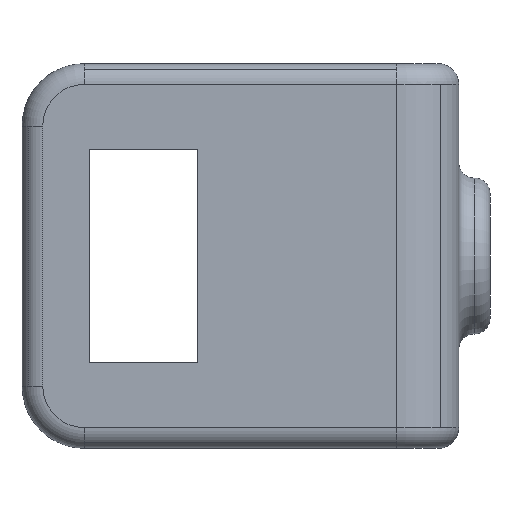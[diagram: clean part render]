
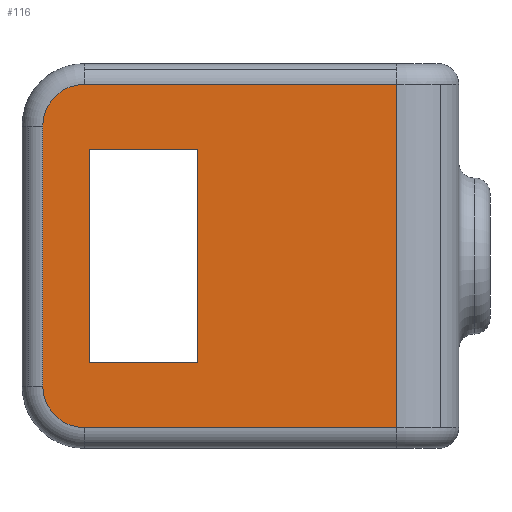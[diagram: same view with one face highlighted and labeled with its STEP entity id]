
A CAD part, left-side view. The second image highlights one B-rep face of the part: STEP entity #116.
In plain terms, the highlighted planar face has unit normal (-1, 0, 0).
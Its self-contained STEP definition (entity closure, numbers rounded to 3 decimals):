
#116=ADVANCED_FACE('',(#263,#264),#265,.T.);
#263=FACE_BOUND('',#442,.T.);
#264=FACE_OUTER_BOUND('',#443,.T.);
#265=PLANE('',#444);
#442=EDGE_LOOP('',(#718,#719,#720,#721));
#443=EDGE_LOOP('',(#722,#723,#724,#725,#726,#727));
#444=AXIS2_PLACEMENT_3D('',#728,#729,#730);
#718=ORIENTED_EDGE('',*,*,#1158,.T.);
#719=ORIENTED_EDGE('',*,*,#1159,.T.);
#720=ORIENTED_EDGE('',*,*,#1160,.T.);
#721=ORIENTED_EDGE('',*,*,#1161,.T.);
#722=ORIENTED_EDGE('',*,*,#1162,.F.);
#723=ORIENTED_EDGE('',*,*,#1163,.F.);
#724=ORIENTED_EDGE('',*,*,#1164,.F.);
#725=ORIENTED_EDGE('',*,*,#1165,.F.);
#726=ORIENTED_EDGE('',*,*,#1166,.F.);
#727=ORIENTED_EDGE('',*,*,#1167,.F.);
#728=CARTESIAN_POINT('',(-18.5,-20.881,18.5));
#729=DIRECTION('',(-1.0,0.0,0.0));
#730=DIRECTION('',(0.0,0.0,1.0));
#1158=EDGE_CURVE('',#1416,#1417,#1418,.T.);
#1159=EDGE_CURVE('',#1417,#1419,#1420,.T.);
#1160=EDGE_CURVE('',#1419,#1421,#1422,.T.);
#1161=EDGE_CURVE('',#1421,#1416,#1423,.T.);
#1162=EDGE_CURVE('',#1321,#1424,#1425,.T.);
#1163=EDGE_CURVE('',#1351,#1321,#1426,.T.);
#1164=EDGE_CURVE('',#1427,#1351,#1428,.T.);
#1165=EDGE_CURVE('',#1429,#1427,#1430,.T.);
#1166=EDGE_CURVE('',#1431,#1429,#1432,.T.);
#1167=EDGE_CURVE('',#1424,#1431,#1433,.T.);
#1321=VERTEX_POINT('',#1622);
#1351=VERTEX_POINT('',#1653);
#1416=VERTEX_POINT('',#1730);
#1417=VERTEX_POINT('',#1731);
#1418=LINE('',#1732,#1733);
#1419=VERTEX_POINT('',#1734);
#1420=LINE('',#1735,#1736);
#1421=VERTEX_POINT('',#1737);
#1422=LINE('',#1738,#1739);
#1423=LINE('',#1740,#1741);
#1424=VERTEX_POINT('',#1742);
#1425=LINE('',#1743,#1744);
#1426=LINE('',#1745,#1746);
#1427=VERTEX_POINT('',#1747);
#1428=LINE('',#1748,#1749);
#1429=VERTEX_POINT('',#1750);
#1430=CIRCLE('',#1751,4.0);
#1431=VERTEX_POINT('',#1752);
#1432=LINE('',#1753,#1754);
#1433=CIRCLE('',#1755,4.0);
#1622=CARTESIAN_POINT('',(-18.5,-14.881,-16.5));
#1653=CARTESIAN_POINT('',(-18.5,-14.881,16.5));
#1730=CARTESIAN_POINT('',(-18.5,14.619,10.25));
#1731=CARTESIAN_POINT('',(-18.5,4.219,10.25));
#1732=CARTESIAN_POINT('',(-18.5,-3.131,10.25));
#1733=VECTOR('',#2071,1.0);
#1734=CARTESIAN_POINT('',(-18.5,4.219,-10.25));
#1735=CARTESIAN_POINT('',(-18.5,4.219,14.375));
#1736=VECTOR('',#2072,1.0);
#1737=CARTESIAN_POINT('',(-18.5,14.619,-10.25));
#1738=CARTESIAN_POINT('',(-18.5,-8.331,-10.25));
#1739=VECTOR('',#2073,1.0);
#1740=CARTESIAN_POINT('',(-18.5,14.619,4.125));
#1741=VECTOR('',#2074,1.0);
#1742=CARTESIAN_POINT('',(-18.5,15.119,-16.5));
#1743=CARTESIAN_POINT('',(-18.5,0.119,-16.5));
#1744=VECTOR('',#2075,1.0);
#1745=CARTESIAN_POINT('',(-18.5,-14.881,18.5));
#1746=VECTOR('',#2076,1.0);
#1747=CARTESIAN_POINT('',(-18.5,15.119,16.5));
#1748=CARTESIAN_POINT('',(-18.5,-20.881,16.5));
#1749=VECTOR('',#2077,1.0);
#1750=CARTESIAN_POINT('',(-18.5,19.119,12.5));
#1751=AXIS2_PLACEMENT_3D('',#2078,#2079,#2080);
#1752=CARTESIAN_POINT('',(-18.5,19.119,-12.5));
#1753=CARTESIAN_POINT('',(-18.5,19.119,18.5));
#1754=VECTOR('',#2081,1.0);
#1755=AXIS2_PLACEMENT_3D('',#2082,#2083,#2084);
#2071=DIRECTION('',(0.0,-1.0,0.0));
#2072=DIRECTION('',(-0.0,0.,-1.0));
#2073=DIRECTION('',(0.0,1.0,0.0));
#2074=DIRECTION('',(0.0,0.,1.0));
#2075=DIRECTION('',(0.0,1.0,0.0));
#2076=DIRECTION('',(0.0,0.0,-1.0));
#2077=DIRECTION('',(0.0,-1.0,0.0));
#2078=CARTESIAN_POINT('',(-18.5,15.119,12.5));
#2079=DIRECTION('',(1.0,0.0,-0.0));
#2080=DIRECTION('',(0.0,0.707,0.707));
#2081=DIRECTION('',(0.0,0.0,1.0));
#2082=CARTESIAN_POINT('',(-18.5,15.119,-12.5));
#2083=DIRECTION('',(1.0,0.0,0.0));
#2084=DIRECTION('',(0.0,0.707,-0.707));
